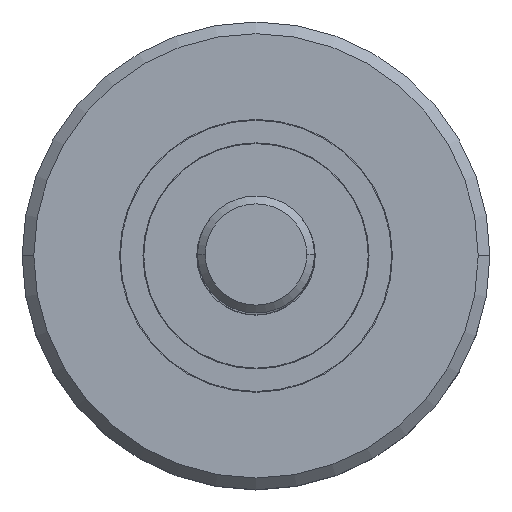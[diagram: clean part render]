
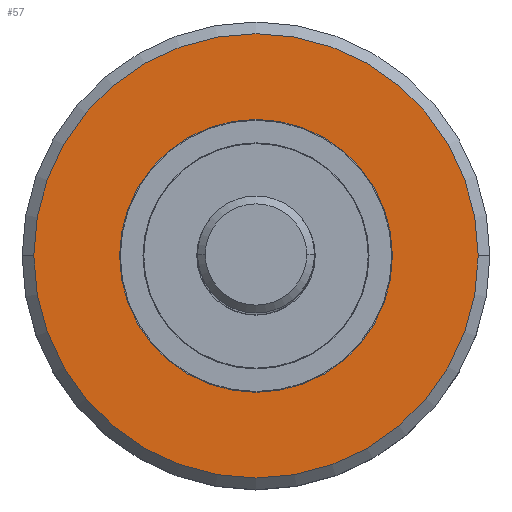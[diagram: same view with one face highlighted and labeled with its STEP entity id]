
A CAD part, top view. The second image highlights one B-rep face of the part: STEP entity #57.
In plain terms, the highlighted planar face has unit normal (0, 0, 1).
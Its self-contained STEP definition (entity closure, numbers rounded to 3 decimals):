
#11 = AXIS2_PLACEMENT_3D ( 'NONE', #1093, #1022, #508 ) ;
#26 = EDGE_CURVE ( 'NONE', #1126, #548, #734, .T. ) ;
#29 = DIRECTION ( 'NONE',  ( 0., 0., 1. ) ) ;
#57 = ADVANCED_FACE ( 'NONE', ( #427, #915 ), #829, .T. ) ;
#65 = ORIENTED_EDGE ( 'NONE', *, *, #68, .T. ) ;
#68 = EDGE_CURVE ( 'NONE', #1196, #387, #417, .T. ) ;
#91 = CARTESIAN_POINT ( 'NONE',  ( -3.5, 0., 4. ) ) ;
#106 = CARTESIAN_POINT ( 'NONE',  ( 5.7, 0., 4. ) ) ;
#122 = EDGE_LOOP ( 'NONE', ( #702, #844 ) ) ;
#197 = EDGE_LOOP ( 'NONE', ( #881, #65 ) ) ;
#274 = DIRECTION ( 'NONE',  ( 1., 0., 0. ) ) ;
#285 = EDGE_CURVE ( 'NONE', #548, #1126, #478, .T. ) ;
#365 = CARTESIAN_POINT ( 'NONE',  ( 3.5, 0., 4. ) ) ;
#387 = VERTEX_POINT ( 'NONE', #526 ) ;
#417 = CIRCLE ( 'NONE', #1052, 5.7 ) ;
#420 = CIRCLE ( 'NONE', #1140, 5.7 ) ;
#427 = FACE_OUTER_BOUND ( 'NONE', #197, .T. ) ;
#464 = DIRECTION ( 'NONE',  ( 0., 0., 1. ) ) ;
#478 = CIRCLE ( 'NONE', #934, 3.5 ) ;
#485 = DIRECTION ( 'NONE',  ( 1., 0., 0. ) ) ;
#508 = DIRECTION ( 'NONE',  ( 1., 0., 0. ) ) ;
#513 = CARTESIAN_POINT ( 'NONE',  ( 0., 0., 4. ) ) ;
#520 = DIRECTION ( 'NONE',  ( 1., 0., 0. ) ) ;
#526 = CARTESIAN_POINT ( 'NONE',  ( -5.7, 0., 4. ) ) ;
#529 = DIRECTION ( 'NONE',  ( 0., 0., 1. ) ) ;
#548 = VERTEX_POINT ( 'NONE', #365 ) ;
#592 = CARTESIAN_POINT ( 'NONE',  ( 0., 0., 4. ) ) ;
#645 = AXIS2_PLACEMENT_3D ( 'NONE', #999, #529, #1099 ) ;
#702 = ORIENTED_EDGE ( 'NONE', *, *, #285, .F. ) ;
#712 = EDGE_CURVE ( 'NONE', #387, #1196, #420, .T. ) ;
#734 = CIRCLE ( 'NONE', #11, 3.5 ) ;
#790 = CARTESIAN_POINT ( 'NONE',  ( 0., 0., 4. ) ) ;
#829 = PLANE ( 'NONE',  #645 ) ;
#844 = ORIENTED_EDGE ( 'NONE', *, *, #26, .F. ) ;
#881 = ORIENTED_EDGE ( 'NONE', *, *, #712, .T. ) ;
#915 = FACE_BOUND ( 'NONE', #122, .T. ) ;
#934 = AXIS2_PLACEMENT_3D ( 'NONE', #790, #1261, #274 ) ;
#999 = CARTESIAN_POINT ( 'NONE',  ( 0., 0., 4. ) ) ;
#1022 = DIRECTION ( 'NONE',  ( 0., 0., 1. ) ) ;
#1052 = AXIS2_PLACEMENT_3D ( 'NONE', #513, #29, #520 ) ;
#1093 = CARTESIAN_POINT ( 'NONE',  ( 0., 0., 4. ) ) ;
#1099 = DIRECTION ( 'NONE',  ( 1., 0., 0. ) ) ;
#1126 = VERTEX_POINT ( 'NONE', #91 ) ;
#1140 = AXIS2_PLACEMENT_3D ( 'NONE', #592, #464, #485 ) ;
#1196 = VERTEX_POINT ( 'NONE', #106 ) ;
#1261 = DIRECTION ( 'NONE',  ( 0., 0., 1. ) ) ;
